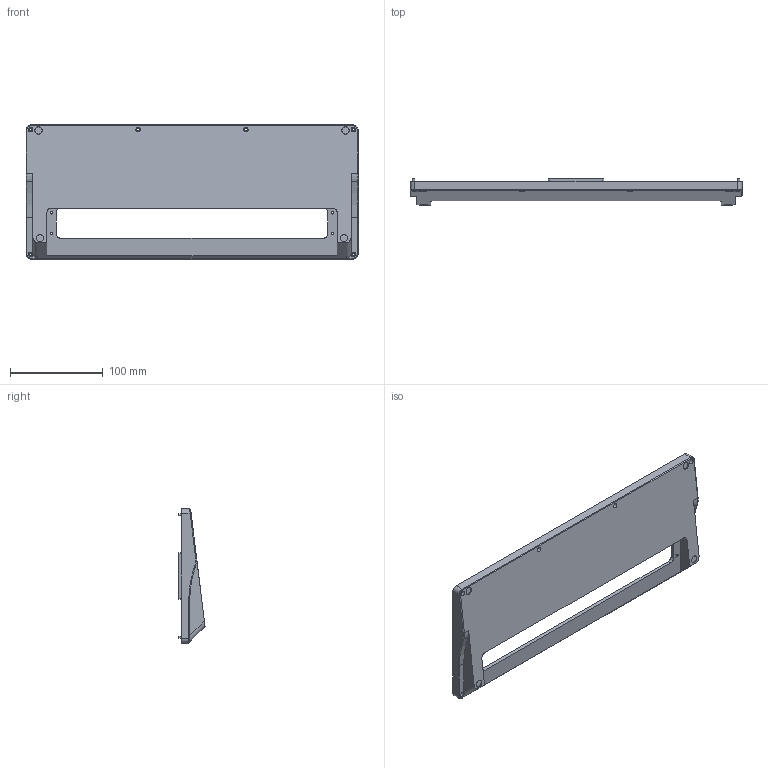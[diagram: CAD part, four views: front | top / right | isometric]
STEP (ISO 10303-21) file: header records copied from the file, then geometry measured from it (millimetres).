
FILE_DESCRIPTION(/* description */ (''),/* implementation_level */ '2;1');
FILE_NAME(/* name */ 'Bot.step',/* time_stamp */ '2022-01-02T01:04:50+07:00',/* author */ (''),/* organization */ (''),/* preprocessor_version */ 'ST-DEVELOPER v18.1',/* originating_system */ 'Autodesk Translation Framework v10.10.0.1391',/* authorisation */ '');
FILE_SCHEMA (('AUTOMOTIVE_DESIGN { 1 0 10303 214 3 1 1 }'));
Length unit declared in the file: millimetre
Products named in the file (1): FusionComponent
Bounding box: 358.16 x 28.09 x 144.56 mm (x, y, z)
Volume: 377142.5 mm3; surface area: 112581.1 mm2
Topology: 1 solids, 1 shells, 178 faces, 467 edges, 306 vertices
Faces by surface type: cylinder 91, plane 79, torus 6, bspline 2
Full cylindrical faces by diameter (mm): 3 x10, 5 x6, 6 x4, 8 x4
Entity records: 5671 total; most frequent: DIRECTION 1013, CARTESIAN_POINT 1010, ORIENTED_EDGE 934, EDGE_CURVE 467, AXIS2_PLACEMENT_3D 369, VERTEX_POINT 306, LINE 275, VECTOR 275
